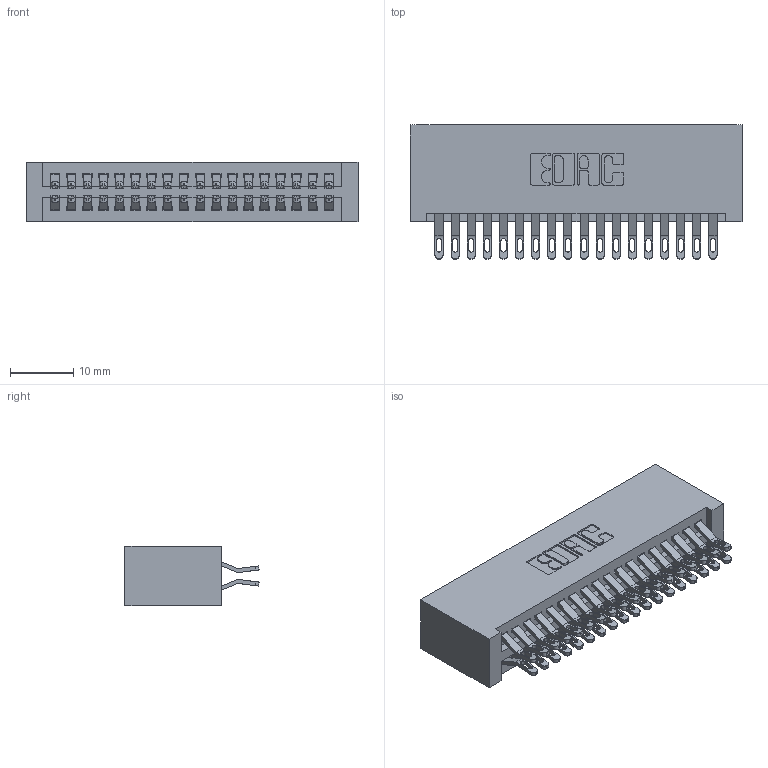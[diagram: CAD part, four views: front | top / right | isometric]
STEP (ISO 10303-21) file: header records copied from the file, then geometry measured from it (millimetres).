
FILE_DESCRIPTION (( 'STEP AP203' ), '1' );
FILE_NAME ('395-036-555-201.STEP', '2019-10-18T02:41:26', ( '' ), ( '' ), 'SwSTEP 2.0', 'SolidWorks 2016', '' );
FILE_SCHEMA (( 'CONFIG_CONTROL_DESIGN' ));
Length unit declared in the file: inch
Products named in the file (3): 345 Part_No Mounting Lugs; 345-292-001_555 Tail; 395-036-555-201
Assembly tree (37 placements, depth 2):
  395-036-555-201
    345 Part_No Mounting Lugs
    345-292-001_555 Tail  x36
Bounding box: 52.32 x 21.13 x 9.4 mm (x, y, z)
Volume: 5580.4 mm3; surface area: 8450.3 mm2
Topology: 37 solids, 37 shells, 2134 faces, 6689 edges, 4458 vertices
Faces by surface type: plane 1192, cylinder 942
Entity records: 17403 total; most frequent: CARTESIAN_POINT 2974, ORIENTED_EDGE 2878, DIRECTION 2615, EDGE_CURVE 1439, LINE 1223, VECTOR 1223, VERTEX_POINT 958, AXIS2_PLACEMENT_3D 696
